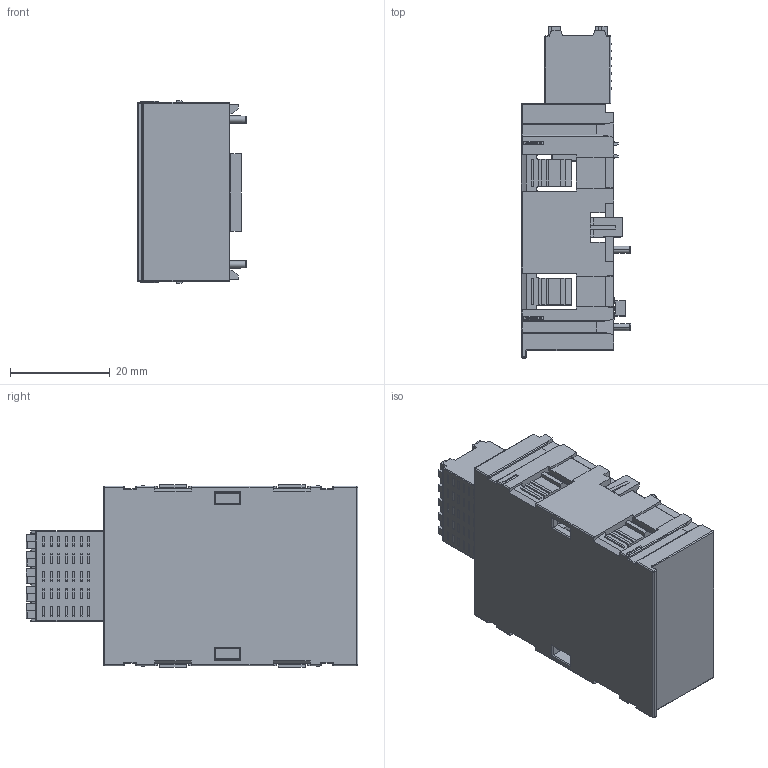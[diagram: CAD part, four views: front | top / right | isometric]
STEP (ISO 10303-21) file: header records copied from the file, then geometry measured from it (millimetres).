
FILE_DESCRIPTION((''),'2;1');
FILE_NAME('2AB_ASM','2025-05-29T11:05:15',('YUE.WEI'),(''),'CREO PARAMETRIC BY PTC INC, 2018400','CREO PARAMETRIC BY PTC INC, 2018400','');
FILE_SCHEMA(('CONFIG_CONTROL_DESIGN','SHAPE_APPEARANCE_LAYERS_GROUPS'));
Products named in the file (9): CARD-7P-COVER_90_1_29; CARD-PCB-RJ45_96_1_1; 24-FEMALE_6_1_1; CARD-7P_ASM_67_ASM_1_ASM_2_ASM; DINKLE_0159-3110L_1; DINKLE_0159-0310_2; CARD-7P_ASM_ASM_1_ASM_8_ASM; CARD-7P_ASM_ASM_55_ASM; 2AB_ASM
Assembly tree (8 placements, depth 5):
  2AB_ASM
    CARD-7P_ASM_ASM_55_ASM
      CARD-7P_ASM_ASM_1_ASM_8_ASM
        CARD-7P_ASM_67_ASM_1_ASM_2_ASM
          CARD-7P-COVER_90_1_29
          CARD-PCB-RJ45_96_1_1
          24-FEMALE_6_1_1
        DINKLE_0159-3110L_1
        DINKLE_0159-0310_2
Bounding box: 22 x 66.64 x 36.7 mm (x, y, z)
Volume: 13548.3 mm3; surface area: 18653.6 mm2
Topology: 5 solids, 5 shells, 4240 faces, 11818 edges, 7744 vertices
Faces by surface type: plane 2859, cylinder 1035, bspline 170, torus 86, cone 54, sphere 36
Entity records: 157291 total; most frequent: CARTESIAN_POINT 37165, ORIENTED_EDGE 23564, DIRECTION 20617, EDGE_CURVE 11782, VECTOR 8637, LINE 8637, VERTEX_POINT 7744, AXIS2_PLACEMENT_3D 5990
